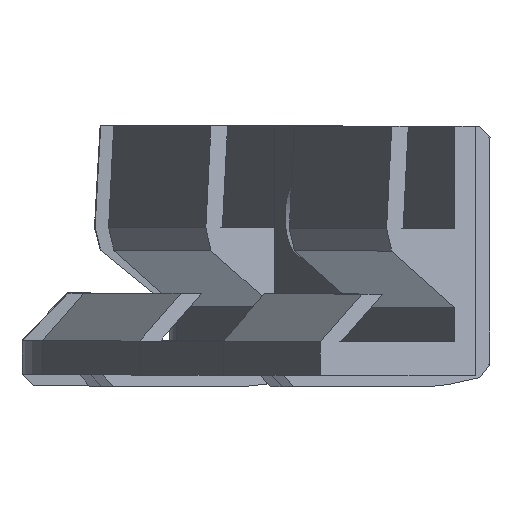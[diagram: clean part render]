
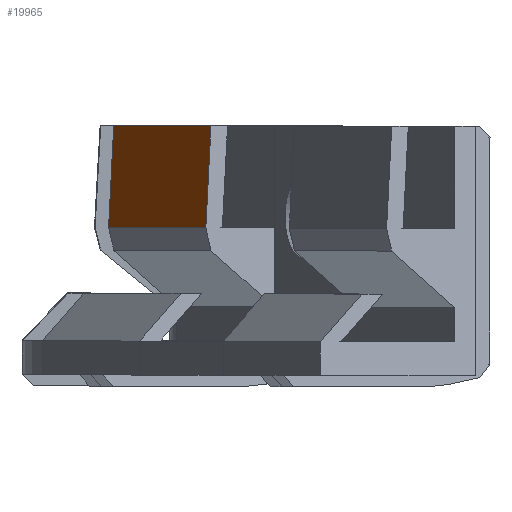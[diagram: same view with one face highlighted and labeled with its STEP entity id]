
A CAD part, left-side view. The second image highlights one B-rep face of the part: STEP entity #19965.
In plain terms, the highlighted face is planar.
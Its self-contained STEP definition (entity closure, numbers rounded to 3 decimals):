
#18070 = PLANE('',#18071);
#18071 = AXIS2_PLACEMENT_3D('',#18072,#18073,#18074);
#18072 = CARTESIAN_POINT('',(-10.5,5.766,9.503));
#18073 = DIRECTION('',(-1.,0.,0.));
#18074 = DIRECTION('',(0.,0.,1.));
#18504 = PLANE('',#18505);
#18505 = AXIS2_PLACEMENT_3D('',#18506,#18507,#18508);
#18506 = CARTESIAN_POINT('',(10.5,5.766,9.503));
#18507 = DIRECTION('',(-1.,0.,0.));
#18508 = DIRECTION('',(0.,0.,1.));
#18764 = VERTEX_POINT('',#18765);
#18765 = CARTESIAN_POINT('',(-10.5,8.1,22.));
#18779 = PLANE('',#18780);
#18780 = AXIS2_PLACEMENT_3D('',#18781,#18782,#18783);
#18781 = CARTESIAN_POINT('',(0.,6.5,22.));
#18782 = DIRECTION('',(0.,0.,-1.));
#18783 = DIRECTION('',(0.,1.,0.));
#18791 = EDGE_CURVE('',#18764,#18792,#18794,.T.);
#18792 = VERTEX_POINT('',#18793);
#18793 = CARTESIAN_POINT('',(-10.5,8.6,13.));
#18794 = SURFACE_CURVE('',#18795,(#18799,#18806),.PCURVE_S1.);
#18795 = LINE('',#18796,#18797);
#18796 = CARTESIAN_POINT('',(-10.5,8.1,22.));
#18797 = VECTOR('',#18798,1.);
#18798 = DIRECTION('',(0.,0.055,-0.998));
#18799 = PCURVE('',#18070,#18800);
#18800 = DEFINITIONAL_REPRESENTATION('',(#18801),#18805);
#18801 = LINE('',#18802,#18803);
#18802 = CARTESIAN_POINT('',(12.497,2.334));
#18803 = VECTOR('',#18804,1.);
#18804 = DIRECTION('',(-0.998,0.055));
#18805 = ( GEOMETRIC_REPRESENTATION_CONTEXT(2) 
PARAMETRIC_REPRESENTATION_CONTEXT() REPRESENTATION_CONTEXT('2D SPACE',''
  ) );
#18806 = PCURVE('',#18807,#18812);
#18807 = PLANE('',#18808);
#18808 = AXIS2_PLACEMENT_3D('',#18809,#18810,#18811);
#18809 = CARTESIAN_POINT('',(0.,8.1,22.));
#18810 = DIRECTION('',(-0.,-0.998,-0.055));
#18811 = DIRECTION('',(0.,0.055,-0.998));
#18812 = DEFINITIONAL_REPRESENTATION('',(#18813),#18817);
#18813 = LINE('',#18814,#18815);
#18814 = CARTESIAN_POINT('',(0.,-10.5));
#18815 = VECTOR('',#18816,1.);
#18816 = DIRECTION('',(1.,0.));
#18817 = ( GEOMETRIC_REPRESENTATION_CONTEXT(2) 
PARAMETRIC_REPRESENTATION_CONTEXT() REPRESENTATION_CONTEXT('2D SPACE',''
  ) );
#18835 = PLANE('',#18836);
#18836 = AXIS2_PLACEMENT_3D('',#18837,#18838,#18839);
#18837 = CARTESIAN_POINT('',(0.,8.6,13.));
#18838 = DIRECTION('',(0.,-0.97,0.243));
#18839 = DIRECTION('',(-0.,-0.243,-0.97));
#19610 = VERTEX_POINT('',#19611);
#19611 = CARTESIAN_POINT('',(10.5,8.1,22.));
#19632 = EDGE_CURVE('',#19610,#19633,#19635,.T.);
#19633 = VERTEX_POINT('',#19634);
#19634 = CARTESIAN_POINT('',(10.5,8.6,13.));
#19635 = SURFACE_CURVE('',#19636,(#19640,#19647),.PCURVE_S1.);
#19636 = LINE('',#19637,#19638);
#19637 = CARTESIAN_POINT('',(10.5,8.1,22.));
#19638 = VECTOR('',#19639,1.);
#19639 = DIRECTION('',(0.,0.055,-0.998));
#19640 = PCURVE('',#18504,#19641);
#19641 = DEFINITIONAL_REPRESENTATION('',(#19642),#19646);
#19642 = LINE('',#19643,#19644);
#19643 = CARTESIAN_POINT('',(12.497,2.334));
#19644 = VECTOR('',#19645,1.);
#19645 = DIRECTION('',(-0.998,0.055));
#19646 = ( GEOMETRIC_REPRESENTATION_CONTEXT(2) 
PARAMETRIC_REPRESENTATION_CONTEXT() REPRESENTATION_CONTEXT('2D SPACE',''
  ) );
#19647 = PCURVE('',#18807,#19648);
#19648 = DEFINITIONAL_REPRESENTATION('',(#19649),#19653);
#19649 = LINE('',#19650,#19651);
#19650 = CARTESIAN_POINT('',(0.,10.5));
#19651 = VECTOR('',#19652,1.);
#19652 = DIRECTION('',(1.,0.));
#19653 = ( GEOMETRIC_REPRESENTATION_CONTEXT(2) 
PARAMETRIC_REPRESENTATION_CONTEXT() REPRESENTATION_CONTEXT('2D SPACE',''
  ) );
#19943 = EDGE_CURVE('',#19610,#18764,#19944,.T.);
#19944 = SURFACE_CURVE('',#19945,(#19949,#19956),.PCURVE_S1.);
#19945 = LINE('',#19946,#19947);
#19946 = CARTESIAN_POINT('',(10.5,8.1,22.));
#19947 = VECTOR('',#19948,1.);
#19948 = DIRECTION('',(-1.,0.,0.));
#19949 = PCURVE('',#18779,#19950);
#19950 = DEFINITIONAL_REPRESENTATION('',(#19951),#19955);
#19951 = LINE('',#19952,#19953);
#19952 = CARTESIAN_POINT('',(1.6,10.5));
#19953 = VECTOR('',#19954,1.);
#19954 = DIRECTION('',(0.,-1.));
#19955 = ( GEOMETRIC_REPRESENTATION_CONTEXT(2) 
PARAMETRIC_REPRESENTATION_CONTEXT() REPRESENTATION_CONTEXT('2D SPACE',''
  ) );
#19956 = PCURVE('',#18807,#19957);
#19957 = DEFINITIONAL_REPRESENTATION('',(#19958),#19962);
#19958 = LINE('',#19959,#19960);
#19959 = CARTESIAN_POINT('',(0.,10.5));
#19960 = VECTOR('',#19961,1.);
#19961 = DIRECTION('',(0.,-1.));
#19962 = ( GEOMETRIC_REPRESENTATION_CONTEXT(2) 
PARAMETRIC_REPRESENTATION_CONTEXT() REPRESENTATION_CONTEXT('2D SPACE',''
  ) );
#19965 = ADVANCED_FACE('',(#19966),#18807,.F.);
#19966 = FACE_BOUND('',#19967,.F.);
#19967 = EDGE_LOOP('',(#19968,#19969,#19990,#19991));
#19968 = ORIENTED_EDGE('',*,*,#18791,.T.);
#19969 = ORIENTED_EDGE('',*,*,#19970,.F.);
#19970 = EDGE_CURVE('',#19633,#18792,#19971,.T.);
#19971 = SURFACE_CURVE('',#19972,(#19976,#19983),.PCURVE_S1.);
#19972 = LINE('',#19973,#19974);
#19973 = CARTESIAN_POINT('',(10.5,8.6,13.));
#19974 = VECTOR('',#19975,1.);
#19975 = DIRECTION('',(-1.,0.,0.));
#19976 = PCURVE('',#18807,#19977);
#19977 = DEFINITIONAL_REPRESENTATION('',(#19978),#19982);
#19978 = LINE('',#19979,#19980);
#19979 = CARTESIAN_POINT('',(9.014,10.5));
#19980 = VECTOR('',#19981,1.);
#19981 = DIRECTION('',(0.,-1.));
#19982 = ( GEOMETRIC_REPRESENTATION_CONTEXT(2) 
PARAMETRIC_REPRESENTATION_CONTEXT() REPRESENTATION_CONTEXT('2D SPACE',''
  ) );
#19983 = PCURVE('',#18835,#19984);
#19984 = DEFINITIONAL_REPRESENTATION('',(#19985),#19989);
#19985 = LINE('',#19986,#19987);
#19986 = CARTESIAN_POINT('',(-0.,10.5));
#19987 = VECTOR('',#19988,1.);
#19988 = DIRECTION('',(0.,-1.));
#19989 = ( GEOMETRIC_REPRESENTATION_CONTEXT(2) 
PARAMETRIC_REPRESENTATION_CONTEXT() REPRESENTATION_CONTEXT('2D SPACE',''
  ) );
#19990 = ORIENTED_EDGE('',*,*,#19632,.F.);
#19991 = ORIENTED_EDGE('',*,*,#19943,.T.);
